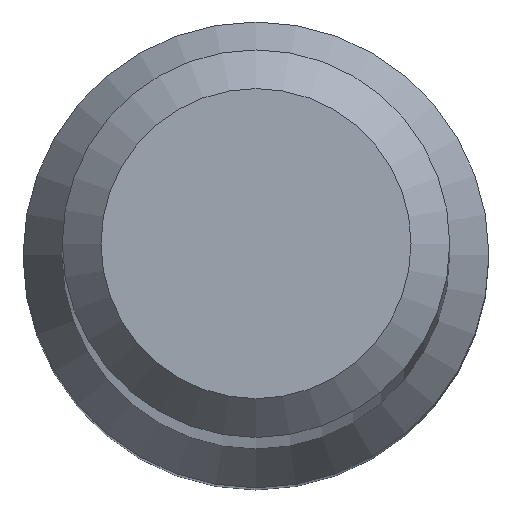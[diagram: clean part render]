
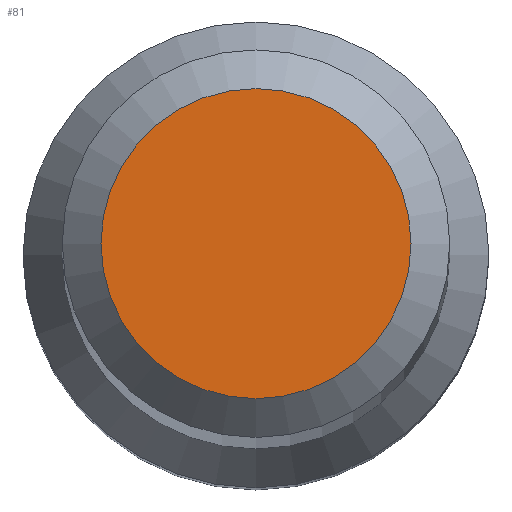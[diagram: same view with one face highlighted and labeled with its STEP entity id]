
A CAD part, top view. The second image highlights one B-rep face of the part: STEP entity #81.
In plain terms, the highlighted planar face has unit normal (0, 0, 1).
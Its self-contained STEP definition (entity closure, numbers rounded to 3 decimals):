
#3 = CARTESIAN_POINT ( 'NONE',  ( 0., 0., 80. ) ) ;
#5 = FACE_OUTER_BOUND ( 'NONE', #154, .T. ) ;
#8 = VERTEX_POINT ( 'NONE', #162 ) ;
#25 = DIRECTION ( 'NONE',  ( 0., 0., -1. ) ) ;
#36 = DIRECTION ( 'NONE',  ( 0., 0., 1. ) ) ;
#81 = ADVANCED_FACE ( 'NONE', ( #5 ), #83, .T. ) ;
#83 = PLANE ( 'NONE',  #229 ) ;
#88 = CIRCLE ( 'NONE', #122, 1.6 ) ;
#105 = CARTESIAN_POINT ( 'NONE',  ( 0., 0., 80. ) ) ;
#116 = ORIENTED_EDGE ( 'NONE', *, *, #217, .F. ) ;
#122 = AXIS2_PLACEMENT_3D ( 'NONE', #105, #25, #233 ) ;
#142 = DIRECTION ( 'NONE',  ( 0., -1., 0. ) ) ;
#154 = EDGE_LOOP ( 'NONE', ( #116 ) ) ;
#162 = CARTESIAN_POINT ( 'NONE',  ( 0., 1.6, 80. ) ) ;
#217 = EDGE_CURVE ( 'NONE', #8, #8, #88, .T. ) ;
#229 = AXIS2_PLACEMENT_3D ( 'NONE', #3, #36, #142 ) ;
#233 = DIRECTION ( 'NONE',  ( 0., 1., 0. ) ) ;
